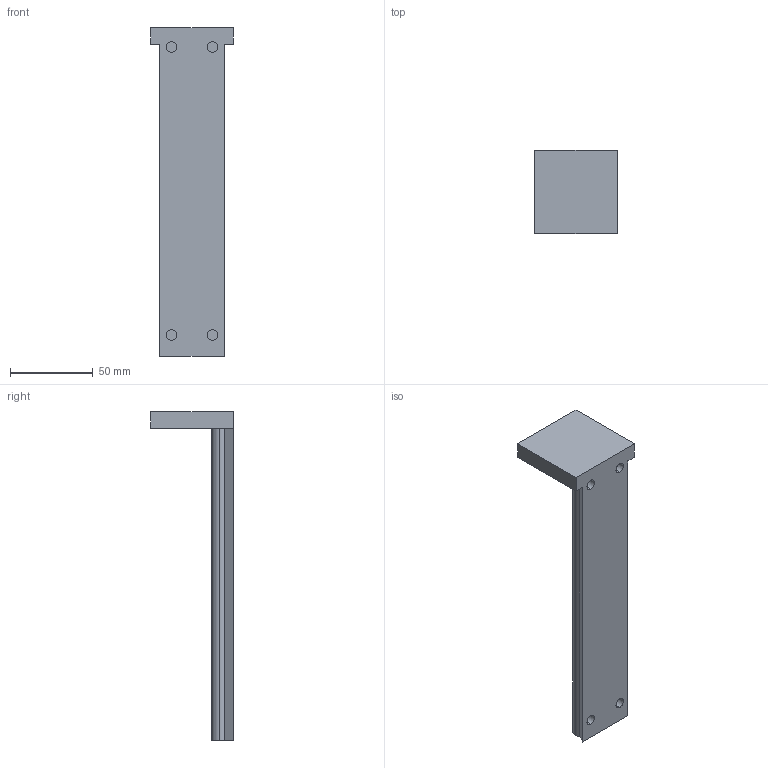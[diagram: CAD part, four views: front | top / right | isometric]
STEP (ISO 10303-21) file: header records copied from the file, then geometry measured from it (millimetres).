
FILE_DESCRIPTION (( 'STEP AP214' ), '1' );
FILE_NAME ('Linear_Rail_B.STEP', '2025-05-01T20:19:32', ( '' ), ( '' ), 'SwSTEP 2.0', 'SolidWorks 2024', '' );
FILE_SCHEMA (( 'AUTOMOTIVE_DESIGN' ));
Length unit declared in the file: millimetre
Products named in the file (1): Linear_Rail_B
Bounding box: 50 x 50 x 198.9 mm (x, y, z)
Volume: 74139.6 mm3; surface area: 29648.1 mm2
Topology: 1 solids, 1 shells, 39 faces, 90 edges, 60 vertices
Faces by surface type: cylinder 20, plane 19
Entity records: 1147 total; most frequent: DIRECTION 210, CARTESIAN_POINT 190, ORIENTED_EDGE 180, EDGE_CURVE 90, AXIS2_PLACEMENT_3D 80, VERTEX_POINT 60, LINE 50, VECTOR 50
